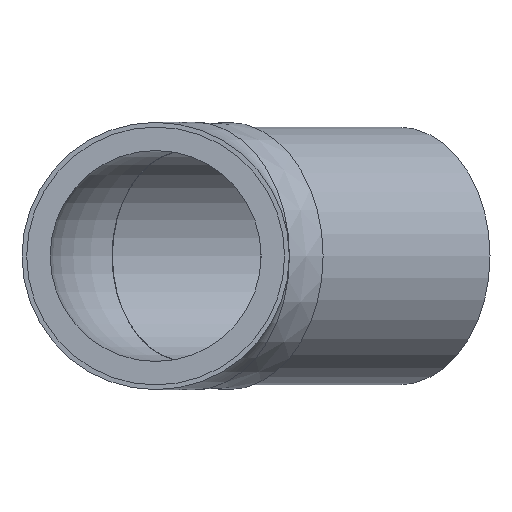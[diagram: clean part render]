
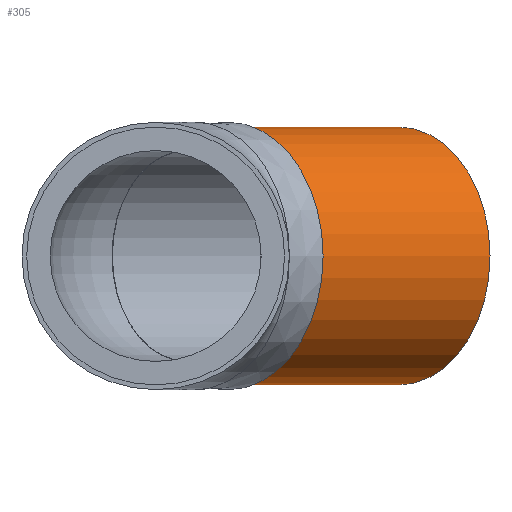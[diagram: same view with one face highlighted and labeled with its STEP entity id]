
A CAD part, front view. The second image highlights one B-rep face of the part: STEP entity #305.
In plain terms, the highlighted cylindrical face has radius 45 mm (diameter 90 mm), a full revolution.
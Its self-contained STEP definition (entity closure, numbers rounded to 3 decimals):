
#264=CARTESIAN_POINT('',(-6.364,57.276,0.));
#265=VERTEX_POINT('',#264);
#266=CARTESIAN_POINT('',(25.456,25.456,0.));
#267=DIRECTION('',(0.707,0.707,0.));
#268=DIRECTION('',(-0.707,0.707,0.));
#269=AXIS2_PLACEMENT_3D('',#266,#267,#268);
#270=CIRCLE('',#269,45.);
#271=EDGE_CURVE('',#265,#265,#270,.T.);
#281=CARTESIAN_POINT('',(53.033,116.673,0.));
#282=VERTEX_POINT('',#281);
#283=CARTESIAN_POINT('',(84.853,84.853,0.));
#284=DIRECTION('',(0.707,0.707,0.));
#285=DIRECTION('',(-0.707,0.707,0.));
#286=AXIS2_PLACEMENT_3D('',#283,#284,#285);
#287=CIRCLE('',#286,45.);
#288=EDGE_CURVE('',#282,#282,#287,.T.);
#289=ORIENTED_EDGE('',*,*,#288,.F.);
#290=CARTESIAN_POINT('',(23.335,86.974,0.));
#291=DIRECTION('',(0.707,0.707,0.));
#292=VECTOR('',#291,45.);
#293=LINE('',#290,#292);
#294=EDGE_CURVE('',#265,#282,#293,.T.);
#295=ORIENTED_EDGE('',*,*,#294,.F.);
#296=ORIENTED_EDGE('',*,*,#271,.T.);
#297=ORIENTED_EDGE('',*,*,#294,.T.);
#298=EDGE_LOOP('',(#289,#295,#296,#297));
#299=FACE_OUTER_BOUND('',#298,.T.);
#300=CARTESIAN_POINT('',(55.154,55.154,0.));
#301=DIRECTION('',(0.707,0.707,0.));
#302=DIRECTION('',(-0.707,0.707,0.));
#303=AXIS2_PLACEMENT_3D('',#300,#301,#302);
#304=CYLINDRICAL_SURFACE('',#303,45.);
#305=ADVANCED_FACE('',(#299),#304,.T.);
